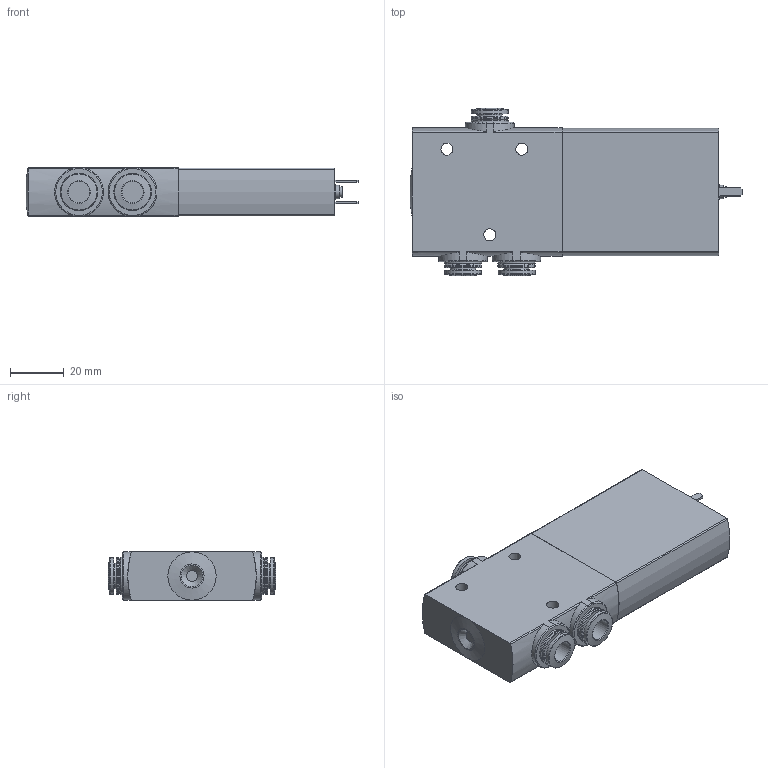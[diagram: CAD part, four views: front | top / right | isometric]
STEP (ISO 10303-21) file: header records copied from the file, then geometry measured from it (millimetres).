
FILE_DESCRIPTION(/* description */ ('STEP AP214'),/* implementation_level */ '2;1');
FILE_NAME(/* name */ '525211_MHE4-MS1H-3_2O-QS-8',/* time_stamp */ '2024-09-05T14:23:29+02:00',/* author */ ('License CC BY-ND 4.0'),/* organization */ ('CADENAS'),/* preprocessor_version */ 'ST-DEVELOPER v19.3',/* originating_system */ 'PARTsolutions',/* authorisation */ ' ');
FILE_SCHEMA (('AUTOMOTIVE_DESIGN {1 0 10303 214 3 1 1}'));
Length unit declared in the file: millimetre
Products named in the file (1): 525211 MHE4-MS1H-3/2O-QS-8
Bounding box: 124 x 62.4 x 18 mm (x, y, z)
Volume: 96796 mm3; surface area: 19896 mm2
Topology: 1 solids, 1 shells, 125 faces, 279 edges, 172 vertices
Faces by surface type: cylinder 55, plane 39, torus 16, cone 15
Full cylindrical faces by diameter (mm): 2.013 x1, 2.5 x1, 3.8 x1, 4.5 x3, 5 x1, 8 x3, 9.4 x3, 13.8 x3, 14 x6
Entity records: 4198 total; most frequent: CARTESIAN_POINT 694, DIRECTION 552, ORIENTED_EDGE 458, EDGE_CURVE 229, AXIS2_PLACEMENT_3D 227, EDGE_LOOP 194, FACE_BOUND 194, VERTEX_POINT 169
